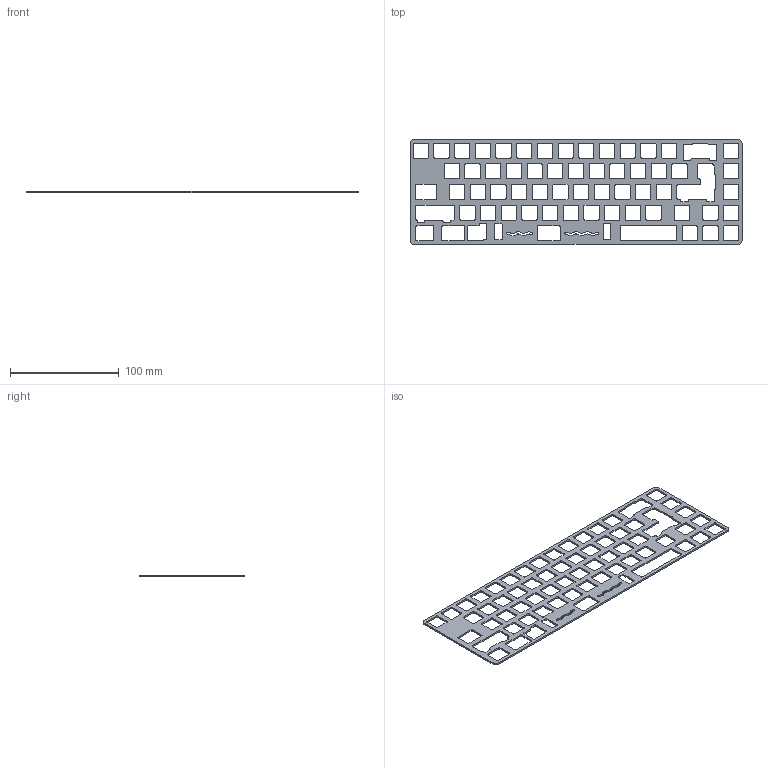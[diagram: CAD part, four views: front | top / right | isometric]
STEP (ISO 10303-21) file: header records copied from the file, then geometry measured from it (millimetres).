
FILE_DESCRIPTION(('KiCad electronic assembly'),'2;1');
FILE_NAME('discipline-pcb.step','2020-06-26T12:51:54',('An Author'),( 'A Company'),'Open CASCADE STEP processor 6.9', 'KiCad to STEP converter','Unknown');
FILE_SCHEMA(('AUTOMOTIVE_DESIGN { 1 0 10303 214 1 1 1 1 }'));
Length unit declared in the file: millimetre
Products named in the file (2): Open CASCADE STEP translator 6.9 1; COMPOUND
Assembly tree (1 placements, depth 2):
  Open CASCADE STEP translator 6.9 1
    COMPOUND
Bounding box: 305.75 x 96.2 x 1.6 mm (x, y, z)
Volume: 23226.3 mm3; surface area: 36678.8 mm2
Topology: 1 solids, 1 shells, 645 faces, 1929 edges, 1286 vertices
Faces by surface type: cylinder 338, plane 307
Entity records: 47315 total; most frequent: DIRECTION 7757, CARTESIAN_POINT 7720, LINE 4435, VECTOR 4435, ORIENTED_EDGE 3858, PCURVE 3858, DEFINITIONAL_REPRESENTATION 3858, EDGE_CURVE 1929
